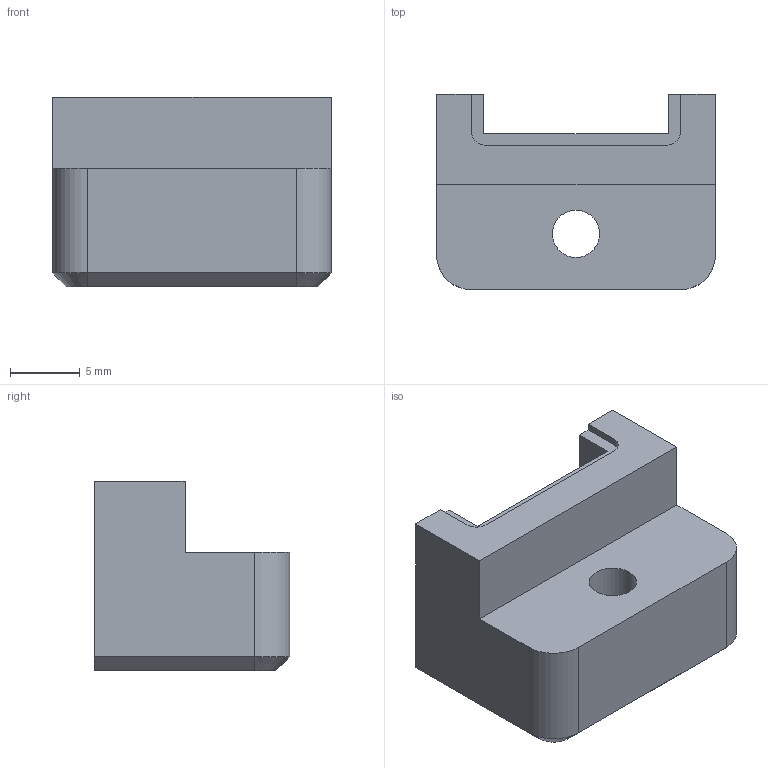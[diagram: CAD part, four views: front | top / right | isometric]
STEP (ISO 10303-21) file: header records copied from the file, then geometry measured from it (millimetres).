
FILE_DESCRIPTION(('FreeCAD Model'),'2;1');
FILE_NAME('Open CASCADE Shape Model','2025-06-03T20:00:38',('FreeCAD'),( 'FreeCAD'),'Open CASCADE STEP processor 7.7','FreeCAD','Unknown');
FILE_SCHEMA(('AUTOMOTIVE_DESIGN { 1 0 10303 214 1 1 1 1 }'));
Length unit declared in the file: millimetre
Products named in the file (1): Open CASCADE STEP translator 7.7 21
Bounding box: 20 x 14 x 13.6 mm (x, y, z)
Volume: 2173.9 mm3; surface area: 1469.2 mm2
Topology: 1 solids, 1 shells, 42 faces, 107 edges, 70 vertices
Faces by surface type: plane 26, bspline 8, cylinder 6, cone 2
Full cylindrical faces by diameter (mm): 3.4 x1, 5.5 x1
Entity records: 1259 total; most frequent: CARTESIAN_POINT 252, ORIENTED_EDGE 214, DIRECTION 183, EDGE_CURVE 107, LINE 85, VECTOR 85, VERTEX_POINT 70, AXIS2_PLACEMENT_3D 49
